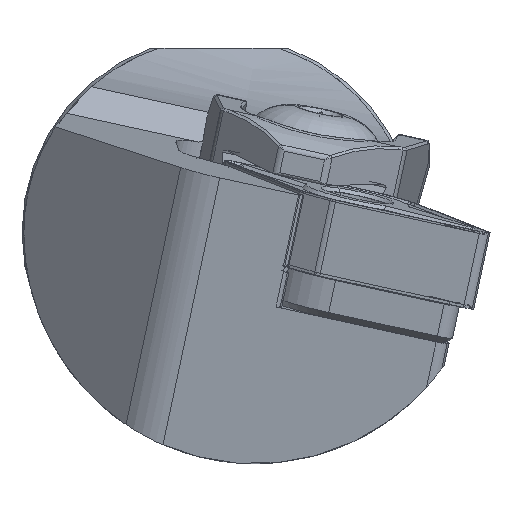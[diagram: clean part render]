
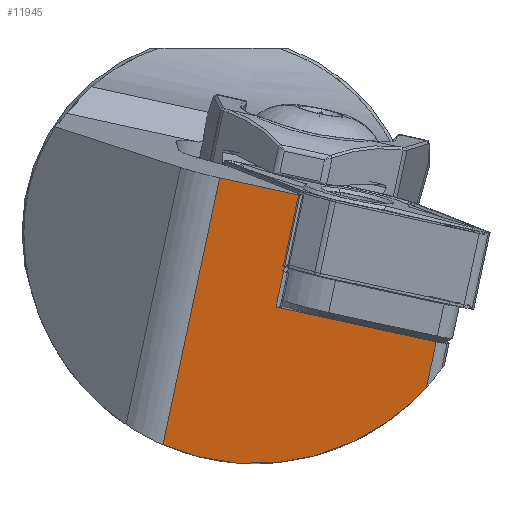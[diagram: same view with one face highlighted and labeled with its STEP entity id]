
A CAD part, left-side view. The second image highlights one B-rep face of the part: STEP entity #11945.
In plain terms, the highlighted planar face has unit normal (-0.993, 0.072, -0.091).
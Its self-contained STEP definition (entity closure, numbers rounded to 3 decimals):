
#82 = CARTESIAN_POINT ( 'NONE',  ( -453.905, -199.139, 769.052 ) ) ;
#283 = VECTOR ( 'NONE', #9530, 1000. ) ;
#734 = VERTEX_POINT ( 'NONE', #8351 ) ;
#1089 = LINE ( 'NONE', #3232, #9382 ) ;
#1098 = CARTESIAN_POINT ( 'NONE',  ( -370.603, -22.706, 2.979 ) ) ;
#1613 = CARTESIAN_POINT ( 'NONE',  ( -370.262, -16.208, 4.396 ) ) ;
#2037 = VERTEX_POINT ( 'NONE', #6167 ) ;
#2412 = LINE ( 'NONE', #10044, #11125 ) ;
#2440 = FACE_OUTER_BOUND ( 'NONE', #4962, .T. ) ;
#2846 = VERTEX_POINT ( 'NONE', #1098 ) ;
#2977 = VERTEX_POINT ( 'NONE', #1613 ) ;
#3048 = LINE ( 'NONE', #12491, #10406 ) ;
#3232 = CARTESIAN_POINT ( 'NONE',  ( -452.883, -179.645, 773.305 ) ) ;
#3738 = CARTESIAN_POINT ( 'NONE',  ( -367.932, -11.6, -17.286 ) ) ;
#4599 = EDGE_CURVE ( 'NONE', #2977, #6995, #1089, .T. ) ;
#4833 = ORIENTED_EDGE ( 'NONE', *, *, #10407, .F. ) ;
#4962 = EDGE_LOOP ( 'NONE', ( #7499, #6450, #11595, #10091, #4833, #8389 ) ) ;
#5234 = DIRECTION ( 'NONE',  ( 0.105, 0.207, -0.973 ) ) ;
#5758 = CARTESIAN_POINT ( 'NONE',  ( -368.182, -19.257, -20.601 ) ) ;
#5827 = AXIS2_PLACEMENT_3D ( 'NONE', #8084, #11936, #11061 ) ;
#5917 = VECTOR ( 'NONE', #10826, 1000. ) ;
#6012 = CARTESIAN_POINT ( 'NONE',  ( -370.308, -33.773, -8.933 ) ) ;
#6167 = CARTESIAN_POINT ( 'NONE',  ( -369.627, -20.777, -6.098 ) ) ;
#6210 = EDGE_CURVE ( 'NONE', #7786, #2037, #11568, .T. ) ;
#6225 = LINE ( 'NONE', #82, #5917 ) ;
#6450 = ORIENTED_EDGE ( 'NONE', *, *, #11348, .T. ) ;
#6668 = DIRECTION ( 'NONE',  ( 0.051, 0.976, 0.213 ) ) ;
#6950 = DIRECTION ( 'NONE',  ( 0.105, 0.207, -0.973 ) ) ;
#6995 = VERTEX_POINT ( 'NONE', #10592 ) ;
#7499 = ORIENTED_EDGE ( 'NONE', *, *, #8680, .F. ) ;
#7786 = VERTEX_POINT ( 'NONE', #6012 ) ;
#8084 = CARTESIAN_POINT ( 'NONE',  ( -452.883, -179.645, 773.305 ) ) ;
#8342 = CARTESIAN_POINT ( 'NONE',  ( -369.287, -14.279, -4.68 ) ) ;
#8351 = CARTESIAN_POINT ( 'NONE',  ( -369.912, -32.989, -12.62 ) ) ;
#8389 = ORIENTED_EDGE ( 'NONE', *, *, #6210, .T. ) ;
#8680 = EDGE_CURVE ( 'NONE', #2846, #2037, #2412, .T. ) ;
#9382 = VECTOR ( 'NONE', #6950, 1000. ) ;
#9518 = CARTESIAN_POINT ( 'NONE',  ( -368.937, -27.409, -18.823 ) ) ;
#9530 = DIRECTION ( 'NONE',  ( 0.051, 0.976, 0.213 ) ) ;
#9631 =( BOUNDED_CURVE ( )  B_SPLINE_CURVE ( 3, ( #3738, #5758, #9518, #10477 ),
 .UNSPECIFIED., .F., .F. ) 
 B_SPLINE_CURVE_WITH_KNOTS ( ( 4, 4 ),
 ( 3.4, 4.647 ),
 .UNSPECIFIED. ) 
 CURVE ( )  GEOMETRIC_REPRESENTATION_ITEM ( )  RATIONAL_B_SPLINE_CURVE ( ( 1., 0.875, 0.875, 1. ) ) 
 REPRESENTATION_ITEM ( '' )  );
#10044 = CARTESIAN_POINT ( 'NONE',  ( -372.94, -27.329, 24.731 ) ) ;
#10091 = ORIENTED_EDGE ( 'NONE', *, *, #11288, .T. ) ;
#10406 = VECTOR ( 'NONE', #6668, 1000. ) ;
#10407 = EDGE_CURVE ( 'NONE', #7786, #734, #6225, .T. ) ;
#10477 = CARTESIAN_POINT ( 'NONE',  ( -369.912, -32.989, -12.62 ) ) ;
#10592 = CARTESIAN_POINT ( 'NONE',  ( -367.932, -11.6, -17.286 ) ) ;
#10826 = DIRECTION ( 'NONE',  ( 0.105, 0.207, -0.973 ) ) ;
#11061 = DIRECTION ( 'NONE',  ( 0., -0.786, -0.619 ) ) ;
#11125 = VECTOR ( 'NONE', #5234, 1000. ) ;
#11288 = EDGE_CURVE ( 'NONE', #6995, #734, #9631, .T. ) ;
#11348 = EDGE_CURVE ( 'NONE', #2846, #2977, #3048, .T. ) ;
#11568 = LINE ( 'NONE', #8342, #283 ) ;
#11595 = ORIENTED_EDGE ( 'NONE', *, *, #4599, .T. ) ;
#11895 = PLANE ( 'NONE',  #5827 ) ;
#11936 = DIRECTION ( 'NONE',  ( 0.993, -0.072, 0.091 ) ) ;
#11945 = ADVANCED_FACE ( 'NONE', ( #2440 ), #11895, .F. ) ;
#12491 = CARTESIAN_POINT ( 'NONE',  ( -370.313, -17.171, 4.186 ) ) ;
